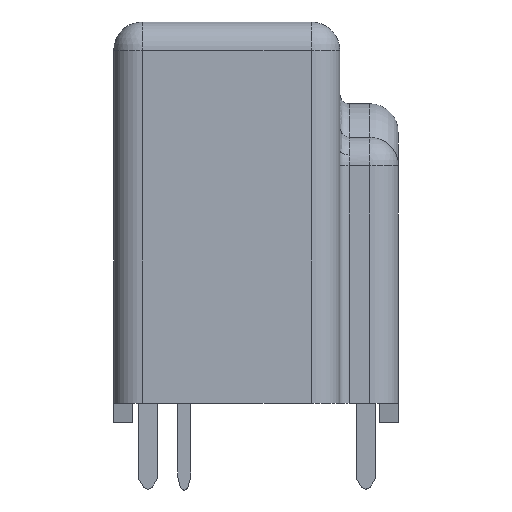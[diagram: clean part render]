
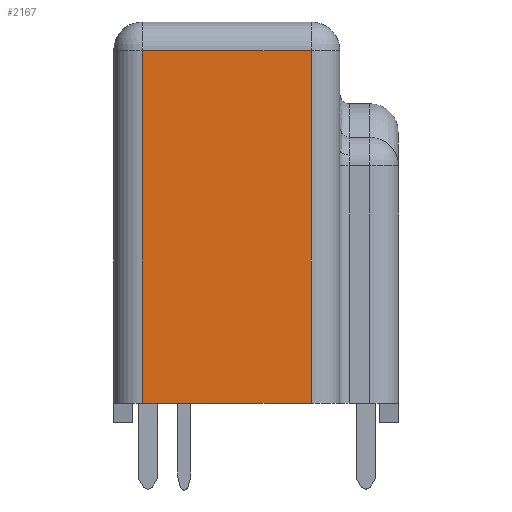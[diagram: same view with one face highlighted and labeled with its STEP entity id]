
A CAD part, left-side view. The second image highlights one B-rep face of the part: STEP entity #2167.
In plain terms, the highlighted planar face has unit normal (-1, 0, 0).
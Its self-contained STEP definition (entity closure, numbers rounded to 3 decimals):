
#195=FACE_OUTER_BOUND($,#327,.T.);
#327=EDGE_LOOP($,(#1659,#1660,#1661,#1662));
#491=LINE($,#3511,#735);
#493=LINE($,#3524,#737);
#494=LINE($,#3528,#738);
#495=LINE($,#3529,#739);
#735=VECTOR($,#2736,8.865);
#737=VECTOR($,#2756,18.5);
#738=VECTOR($,#2761,18.5);
#739=VECTOR($,#2762,8.865);
#975=VERTEX_POINT($,#3506);
#976=VERTEX_POINT($,#3509);
#978=VERTEX_POINT($,#3523);
#979=VERTEX_POINT($,#3527);
#1224=EDGE_CURVE($,#976,#975,#491,.T.);
#1230=EDGE_CURVE($,#978,#975,#493,.T.);
#1232=EDGE_CURVE($,#979,#976,#494,.T.);
#1233=EDGE_CURVE($,#979,#978,#495,.T.);
#1659=ORIENTED_EDGE($,*,*,#1224,.F.);
#1660=ORIENTED_EDGE($,*,*,#1232,.F.);
#1661=ORIENTED_EDGE($,*,*,#1233,.T.);
#1662=ORIENTED_EDGE($,*,*,#1230,.T.);
#2043=PLANE($,#2364);
#2167=ADVANCED_FACE($,(#195),#2043,.T.);
#2364=AXIS2_PLACEMENT_3D($,#3526,#2759,#2760);
#2736=DIRECTION($,(0.,-1.,0.));
#2756=DIRECTION($,(0.,0.,1.));
#2759=DIRECTION('center_axis',(-1.,0.,0.));
#2760=DIRECTION('ref_axis',(0.,0.,1.));
#2761=DIRECTION($,(0.,0.,1.));
#2762=DIRECTION($,(0.,-1.,0.));
#3506=CARTESIAN_POINT('',(-7.755,2.86,19.5));
#3509=CARTESIAN_POINT('',(-7.755,11.725,19.5));
#3511=CARTESIAN_POINT($,(-7.755,5.076,19.5));
#3523=CARTESIAN_POINT('',(-7.755,2.86,1.));
#3524=CARTESIAN_POINT($,(-7.755,2.86,1.));
#3526=CARTESIAN_POINT('Origin',(-7.755,2.86,1.));
#3527=CARTESIAN_POINT('',(-7.755,11.725,1.));
#3528=CARTESIAN_POINT($,(-7.755,11.725,1.));
#3529=CARTESIAN_POINT($,(-7.755,11.725,1.));
